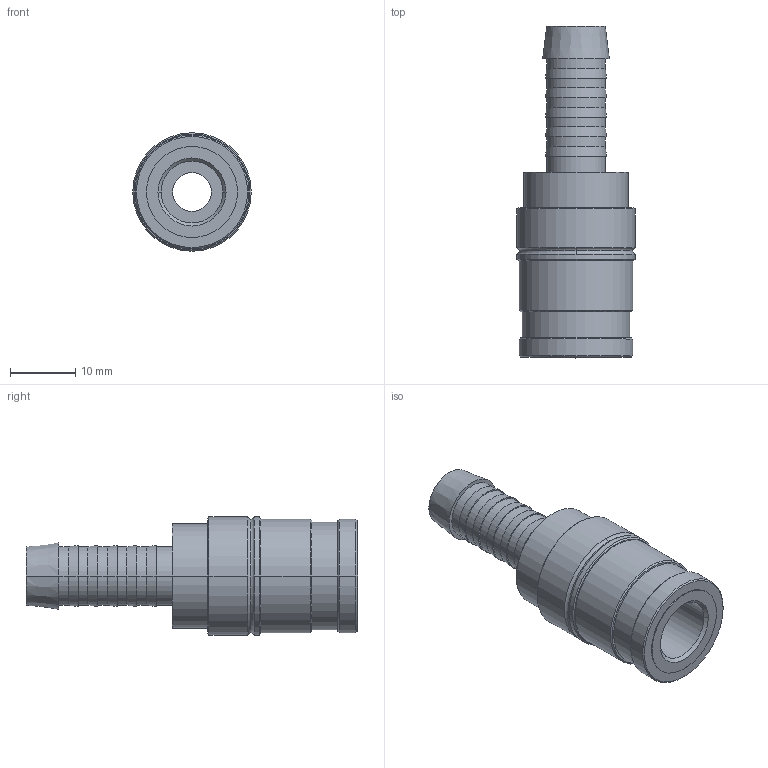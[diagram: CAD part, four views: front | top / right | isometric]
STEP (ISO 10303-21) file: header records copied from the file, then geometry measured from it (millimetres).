
FILE_DESCRIPTION(('STEP AP214'),'1');
FILE_NAME('esdmf_9_tlab.stp','2020-04-22T06:12:42',('TraceParts'),('TraceParts S.A.'),'Spatial InterOp 3D',' ',' ');
FILE_SCHEMA(('automotive_design'));
Length unit declared in the file: millimetre
Products named in the file (1): 1
Bounding box: 18.2 x 51 x 18.2 mm (x, y, z)
Volume: 6206.3 mm3; surface area: 3828.5 mm2
Topology: 1 solids, 1 shells, 73 faces, 150 edges, 92 vertices
Faces by surface type: cylinder 30, cone 24, plane 15, torus 4
Entity records: 2552 total; most frequent: DIRECTION 394, CARTESIAN_POINT 316, ORIENTED_EDGE 300, AXIS2_PLACEMENT_3D 170, EDGE_CURVE 150, CIRCLE 96, VERTEX_POINT 92, EDGE_LOOP 88
